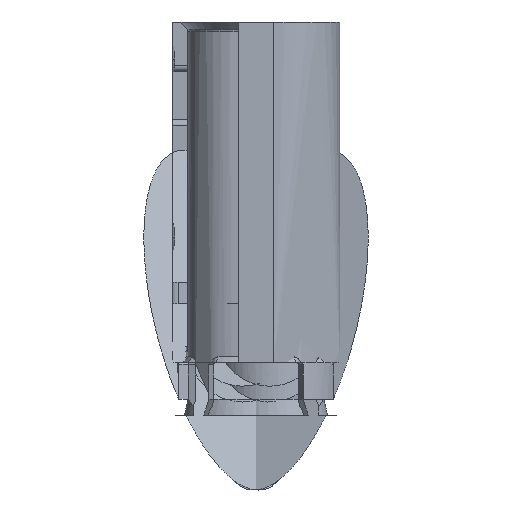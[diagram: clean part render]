
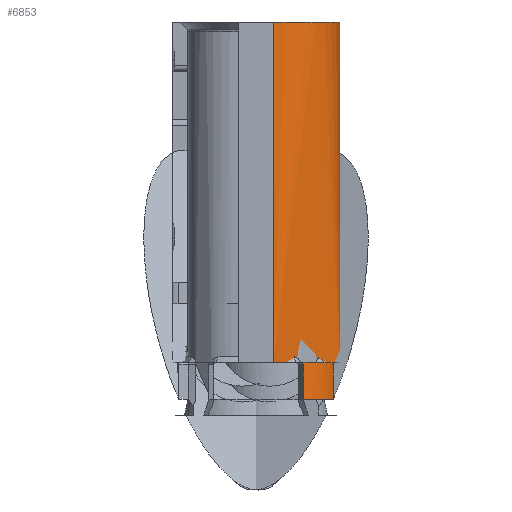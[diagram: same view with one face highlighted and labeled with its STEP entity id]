
A CAD part, left-side view. The second image highlights one B-rep face of the part: STEP entity #6853.
In plain terms, the highlighted cylindrical face has radius 1.25 mm (diameter 2.5 mm), a partial arc.
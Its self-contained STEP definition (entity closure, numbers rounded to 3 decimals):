
#859 = VERTEX_POINT('',#860);
#860 = CARTESIAN_POINT('',(-3.225,-1.586,6.49));
#866 = EDGE_CURVE('',#867,#859,#869,.T.);
#867 = VERTEX_POINT('',#868);
#868 = CARTESIAN_POINT('',(-3.225,-1.586,0.131)
  );
#869 = LINE('',#870,#871);
#870 = CARTESIAN_POINT('',(-3.225,-1.586,6.14));
#871 = VECTOR('',#872,1.);
#872 = DIRECTION('',(0.,0.,1.));
#1219 = VERTEX_POINT('',#1220);
#1220 = CARTESIAN_POINT('',(-4.475,-0.336,0.09));
#1226 = EDGE_CURVE('',#1219,#1227,#1229,.T.);
#1227 = VERTEX_POINT('',#1228);
#1228 = CARTESIAN_POINT('',(-4.475,-0.336,6.49));
#1229 = LINE('',#1230,#1231);
#1230 = CARTESIAN_POINT('',(-4.475,-0.336,6.64));
#1231 = VECTOR('',#1232,1.);
#1232 = DIRECTION('',(0.,0.,1.));
#6619 = EDGE_CURVE('',#6620,#6622,#6624,.T.);
#6620 = VERTEX_POINT('',#6621);
#6621 = CARTESIAN_POINT('',(-4.345,-0.891,0.04));
#6622 = VERTEX_POINT('',#6623);
#6623 = CARTESIAN_POINT('',(-4.366,-0.846,0.09));
#6624 = B_SPLINE_CURVE_WITH_KNOTS('',3,(#6625,#6626,#6627,#6628,#6629,
    #6630,#6631,#6632,#6633,#6634,#6635,#6636,#6637),.UNSPECIFIED.,.F.,
  .F.,(4,3,3,3,4),(0.,0.02,0.039,
    0.059,0.079),.UNSPECIFIED.);
#6625 = CARTESIAN_POINT('',(-4.345,-0.891,0.04));
#6626 = CARTESIAN_POINT('',(-4.345,-0.891,
    0.047));
#6627 = CARTESIAN_POINT('',(-4.345,-0.89,
    0.053));
#6628 = CARTESIAN_POINT('',(-4.346,-0.888,
    0.059));
#6629 = CARTESIAN_POINT('',(-4.347,-0.886,
    0.065));
#6630 = CARTESIAN_POINT('',(-4.349,-0.882,
    0.071));
#6631 = CARTESIAN_POINT('',(-4.351,-0.878,
    0.075));
#6632 = CARTESIAN_POINT('',(-4.353,-0.874,
    0.08));
#6633 = CARTESIAN_POINT('',(-4.355,-0.869,
    0.084));
#6634 = CARTESIAN_POINT('',(-4.358,-0.864,
    0.086));
#6635 = CARTESIAN_POINT('',(-4.361,-0.858,
    0.089));
#6636 = CARTESIAN_POINT('',(-4.363,-0.852,
    0.09));
#6637 = CARTESIAN_POINT('',(-4.366,-0.846,0.09));
#6747 = VERTEX_POINT('',#6748);
#6748 = CARTESIAN_POINT('',(-4.345,-0.891,-0.61));
#6774 = EDGE_CURVE('',#6620,#6747,#6775,.T.);
#6775 = LINE('',#6776,#6777);
#6776 = CARTESIAN_POINT('',(-4.345,-0.891,5.94));
#6777 = VECTOR('',#6778,1.);
#6778 = DIRECTION('',(0.,0.,-1.));
#6791 = VERTEX_POINT('',#6792);
#6792 = CARTESIAN_POINT('',(-3.775,-1.459,-0.61));
#6799 = EDGE_CURVE('',#6791,#6747,#6800,.T.);
#6800 = CIRCLE('',#6801,1.25);
#6801 = AXIS2_PLACEMENT_3D('',#6802,#6803,#6804);
#6802 = CARTESIAN_POINT('',(-3.225,-0.336,-0.61));
#6803 = DIRECTION('',(0.,0.,-1.));
#6804 = DIRECTION('',(-1.,0.,0.));
#6835 = VERTEX_POINT('',#6836);
#6836 = CARTESIAN_POINT('',(-3.775,-1.459,0.04));
#6842 = EDGE_CURVE('',#6791,#6835,#6843,.T.);
#6843 = LINE('',#6844,#6845);
#6844 = CARTESIAN_POINT('',(-3.775,-1.459,6.64));
#6845 = VECTOR('',#6846,1.);
#6846 = DIRECTION('',(0.,0.,1.));
#6853 = ADVANCED_FACE('',(#6854),#6919,.T.);
#6854 = FACE_BOUND('',#6855,.T.);
#6855 = EDGE_LOOP('',(#6856,#6857,#6864,#6865,#6872,#6873,#6874,#6875,
    #6876,#6894,#6903));
#6856 = ORIENTED_EDGE('',*,*,#866,.T.);
#6857 = ORIENTED_EDGE('',*,*,#6858,.T.);
#6858 = EDGE_CURVE('',#859,#1227,#6859,.T.);
#6859 = CIRCLE('',#6860,1.25);
#6860 = AXIS2_PLACEMENT_3D('',#6861,#6862,#6863);
#6861 = CARTESIAN_POINT('',(-3.225,-0.336,6.49));
#6862 = DIRECTION('',(0.,0.,-1.));
#6863 = DIRECTION('',(1.,0.,0.));
#6864 = ORIENTED_EDGE('',*,*,#1226,.F.);
#6865 = ORIENTED_EDGE('',*,*,#6866,.F.);
#6866 = EDGE_CURVE('',#1219,#6622,#6867,.T.);
#6867 = CIRCLE('',#6868,1.25);
#6868 = AXIS2_PLACEMENT_3D('',#6869,#6870,#6871);
#6869 = CARTESIAN_POINT('',(-3.225,-0.336,0.09));
#6870 = DIRECTION('',(0.,0.,-1.));
#6871 = DIRECTION('',(1.,0.,0.));
#6872 = ORIENTED_EDGE('',*,*,#6619,.F.);
#6873 = ORIENTED_EDGE('',*,*,#6774,.T.);
#6874 = ORIENTED_EDGE('',*,*,#6799,.F.);
#6875 = ORIENTED_EDGE('',*,*,#6842,.T.);
#6876 = ORIENTED_EDGE('',*,*,#6877,.F.);
#6877 = EDGE_CURVE('',#6878,#6835,#6880,.T.);
#6878 = VERTEX_POINT('',#6879);
#6879 = CARTESIAN_POINT('',(-3.729,-1.48,0.09));
#6880 = B_SPLINE_CURVE_WITH_KNOTS('',3,(#6881,#6882,#6883,#6884,#6885,
    #6886,#6887,#6888,#6889,#6890,#6891,#6892,#6893),.UNSPECIFIED.,.F.,
  .F.,(4,3,3,3,4),(0.,0.02,0.039,
    0.059,0.079),.UNSPECIFIED.);
#6881 = CARTESIAN_POINT('',(-3.729,-1.48,0.09));
#6882 = CARTESIAN_POINT('',(-3.735,-1.477,0.09));
#6883 = CARTESIAN_POINT('',(-3.741,-1.475,
    0.089));
#6884 = CARTESIAN_POINT('',(-3.747,-1.472,
    0.086));
#6885 = CARTESIAN_POINT('',(-3.752,-1.47,
    0.084));
#6886 = CARTESIAN_POINT('',(-3.757,-1.467,
    0.08));
#6887 = CARTESIAN_POINT('',(-3.761,-1.465,
    0.075));
#6888 = CARTESIAN_POINT('',(-3.766,-1.463,
    0.071));
#6889 = CARTESIAN_POINT('',(-3.769,-1.462,
    0.065));
#6890 = CARTESIAN_POINT('',(-3.771,-1.46,
    0.059));
#6891 = CARTESIAN_POINT('',(-3.773,-1.459,
    0.053));
#6892 = CARTESIAN_POINT('',(-3.775,-1.459,
    0.047));
#6893 = CARTESIAN_POINT('',(-3.775,-1.459,0.04));
#6894 = ORIENTED_EDGE('',*,*,#6895,.F.);
#6895 = EDGE_CURVE('',#6878,#6896,#6898,.T.);
#6896 = VERTEX_POINT('',#6897);
#6897 = CARTESIAN_POINT('',(-3.305,-1.584,
    0.09));
#6898 = CIRCLE('',#6899,1.25);
#6899 = AXIS2_PLACEMENT_3D('',#6900,#6901,#6902);
#6900 = CARTESIAN_POINT('',(-3.225,-0.336,0.09));
#6901 = DIRECTION('',(0.,0.,-1.));
#6902 = DIRECTION('',(1.,0.,0.));
#6903 = ORIENTED_EDGE('',*,*,#6904,.T.);
#6904 = EDGE_CURVE('',#6896,#867,#6905,.T.);
#6905 = B_SPLINE_CURVE_WITH_KNOTS('',3,(#6906,#6907,#6908,#6909,#6910,
    #6911,#6912,#6913,#6914,#6915,#6916,#6917,#6918),.UNSPECIFIED.,.F.,
  .F.,(4,3,3,3,4),(0.,0.023,0.047,
    0.07,0.094),.UNSPECIFIED.);
#6906 = CARTESIAN_POINT('',(-3.305,-1.584,0.09));
#6907 = CARTESIAN_POINT('',(-3.297,-1.584,0.09));
#6908 = CARTESIAN_POINT('',(-3.29,-1.585,
    0.091));
#6909 = CARTESIAN_POINT('',(-3.282,-1.585,
    0.093));
#6910 = CARTESIAN_POINT('',(-3.274,-1.585,
    0.095));
#6911 = CARTESIAN_POINT('',(-3.267,-1.586,
    0.097));
#6912 = CARTESIAN_POINT('',(-3.26,-1.586,
    0.101));
#6913 = CARTESIAN_POINT('',(-3.253,-1.586,
    0.104));
#6914 = CARTESIAN_POINT('',(-3.247,-1.586,
    0.109));
#6915 = CARTESIAN_POINT('',(-3.241,-1.586,
    0.114));
#6916 = CARTESIAN_POINT('',(-3.235,-1.586,
    0.119));
#6917 = CARTESIAN_POINT('',(-3.229,-1.586,
    0.125));
#6918 = CARTESIAN_POINT('',(-3.225,-1.586,
    0.131));
#6919 = CYLINDRICAL_SURFACE('',#6920,1.25);
#6920 = AXIS2_PLACEMENT_3D('',#6921,#6922,#6923);
#6921 = CARTESIAN_POINT('',(-3.225,-0.336,6.64));
#6922 = DIRECTION('',(0.,0.,1.));
#6923 = DIRECTION('',(1.,0.,0.));
